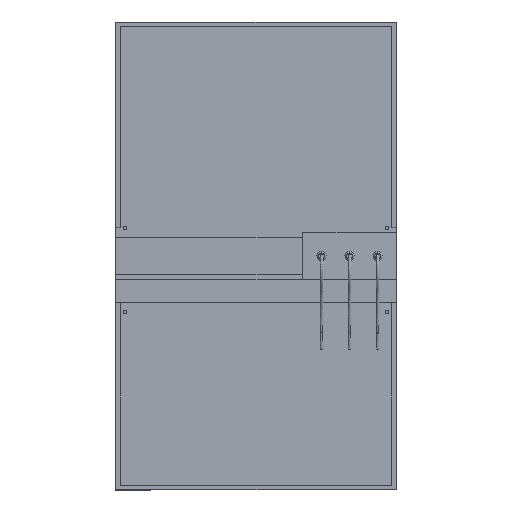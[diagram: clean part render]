
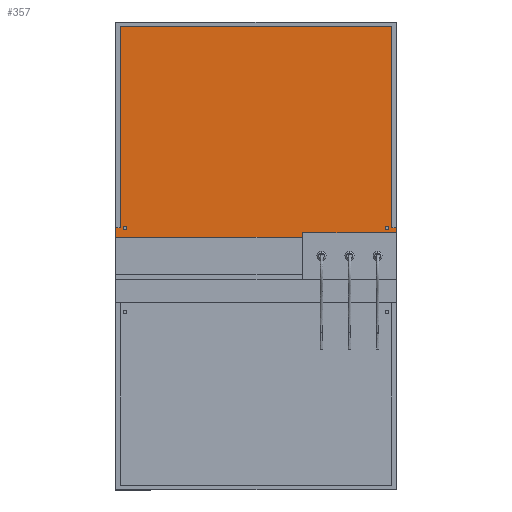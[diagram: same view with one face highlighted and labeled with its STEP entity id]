
A CAD part, top view. The second image highlights one B-rep face of the part: STEP entity #357.
In plain terms, the highlighted planar face has unit normal (0, 0, 1).
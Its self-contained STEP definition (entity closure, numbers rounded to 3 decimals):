
#298 = VERTEX_POINT ( 'NONE', #1720 ) ;
#307 = VERTEX_POINT ( 'NONE', #2020 ) ;
#308 = ORIENTED_EDGE ( 'NONE', *, *, #348, .T. ) ;
#309 = EDGE_LOOP ( 'NONE', ( #349, #350, #478, #342, #343, #344, #345, #346 ) ) ;
#312 = EDGE_CURVE ( 'NONE', #313, #298, #1945, .T. ) ;
#313 = VERTEX_POINT ( 'NONE', #1942 ) ;
#329 = ORIENTED_EDGE ( 'NONE', *, *, #330, .T. ) ;
#330 = EDGE_CURVE ( 'NONE', #356, #355, #1990, .T. ) ;
#331 = EDGE_LOOP ( 'NONE', ( #360, #308 ) ) ;
#341 = VERTEX_POINT ( 'NONE', #1952 ) ;
#342 = ORIENTED_EDGE ( 'NONE', *, *, #507, .T. ) ;
#343 = ORIENTED_EDGE ( 'NONE', *, *, #471, .F. ) ;
#344 = ORIENTED_EDGE ( 'NONE', *, *, #371, .T. ) ;
#345 = ORIENTED_EDGE ( 'NONE', *, *, #481, .T. ) ;
#346 = ORIENTED_EDGE ( 'NONE', *, *, #359, .T. ) ;
#348 = EDGE_CURVE ( 'NONE', #307, #362, #1950, .T. ) ;
#349 = ORIENTED_EDGE ( 'NONE', *, *, #451, .T. ) ;
#350 = ORIENTED_EDGE ( 'NONE', *, *, #312, .T. ) ;
#354 = EDGE_CURVE ( 'NONE', #355, #356, #1987, .T. ) ;
#355 = VERTEX_POINT ( 'NONE', #1982 ) ;
#356 = VERTEX_POINT ( 'NONE', #1981 ) ;
#357 = ADVANCED_FACE ( 'NONE', ( #1980, #1979, #1978 ), #2029, .T. ) ;
#358 = ORIENTED_EDGE ( 'NONE', *, *, #354, .T. ) ;
#359 = EDGE_CURVE ( 'NONE', #365, #452, #2043, .T. ) ;
#360 = ORIENTED_EDGE ( 'NONE', *, *, #361, .T. ) ;
#361 = EDGE_CURVE ( 'NONE', #362, #307, #2125, .T. ) ;
#362 = VERTEX_POINT ( 'NONE', #2126 ) ;
#365 = VERTEX_POINT ( 'NONE', #2227 ) ;
#371 = EDGE_CURVE ( 'NONE', #492, #341, #2175, .T. ) ;
#451 = EDGE_CURVE ( 'NONE', #452, #313, #2428, .T. ) ;
#452 = VERTEX_POINT ( 'NONE', #2260 ) ;
#471 = EDGE_CURVE ( 'NONE', #492, #504, #2457, .T. ) ;
#478 = ORIENTED_EDGE ( 'NONE', *, *, #479, .F. ) ;
#479 = EDGE_CURVE ( 'NONE', #508, #298, #2447, .T. ) ;
#481 = EDGE_CURVE ( 'NONE', #341, #365, #2442, .T. ) ;
#482 = EDGE_LOOP ( 'NONE', ( #358, #329 ) ) ;
#492 = VERTEX_POINT ( 'NONE', #2308 ) ;
#504 = VERTEX_POINT ( 'NONE', #2459 ) ;
#507 = EDGE_CURVE ( 'NONE', #508, #504, #2552, .T. ) ;
#508 = VERTEX_POINT ( 'NONE', #2461 ) ;
#1720 = CARTESIAN_POINT ( 'NONE',  ( 0.037, 0.5, -1.265 ) ) ;
#1942 = CARTESIAN_POINT ( 'NONE',  ( 0.087, 0.5, -1.265 ) ) ;
#1945 = LINE ( 'NONE', #2023, #2022 ) ;
#1950 = CIRCLE ( 'NONE', #2017, 0.02 ) ;
#1952 = CARTESIAN_POINT ( 'NONE',  ( 2.987, 0.5, -1.265 ) ) ;
#1967 = DIRECTION ( 'NONE',  ( -1., 0., 0. ) ) ;
#1968 = DIRECTION ( 'NONE',  ( 0., 0., -1. ) ) ;
#1978 = FACE_OUTER_BOUND ( 'NONE', #309, .T. ) ;
#1979 = FACE_BOUND ( 'NONE', #331, .T. ) ;
#1980 = FACE_BOUND ( 'NONE', #482, .T. ) ;
#1981 = CARTESIAN_POINT ( 'NONE',  ( 0.157, 0.5, -1.265 ) ) ;
#1982 = CARTESIAN_POINT ( 'NONE',  ( 0.117, 0.5, -1.265 ) ) ;
#1983 = DIRECTION ( 'NONE',  ( -1., 0., 0. ) ) ;
#1984 = DIRECTION ( 'NONE',  ( 0., 0., -1. ) ) ;
#1985 = CARTESIAN_POINT ( 'NONE',  ( 0.137, 0.5, -1.265 ) ) ;
#1986 = AXIS2_PLACEMENT_3D ( 'NONE', #1985, #1984, #1983 ) ;
#1987 = CIRCLE ( 'NONE', #1986, 0.02 ) ;
#1988 = CARTESIAN_POINT ( 'NONE',  ( 0.137, 0.5, -1.265 ) ) ;
#1989 = AXIS2_PLACEMENT_3D ( 'NONE', #1988, #1968, #1967 ) ;
#1990 = CIRCLE ( 'NONE', #1989, 0.02 ) ;
#2014 = DIRECTION ( 'NONE',  ( -1., 0., 0. ) ) ;
#2015 = DIRECTION ( 'NONE',  ( 0., 0., -1. ) ) ;
#2016 = CARTESIAN_POINT ( 'NONE',  ( 2.937, 0.5, -1.265 ) ) ;
#2017 = AXIS2_PLACEMENT_3D ( 'NONE', #2016, #2015, #2014 ) ;
#2020 = CARTESIAN_POINT ( 'NONE',  ( 2.957, 0.5, -1.265 ) ) ;
#2021 = DIRECTION ( 'NONE',  ( -1., 0., 0. ) ) ;
#2022 = VECTOR ( 'NONE', #2021, 1000. ) ;
#2023 = CARTESIAN_POINT ( 'NONE',  ( 0.037, 0.5, -1.265 ) ) ;
#2028 = DIRECTION ( 'NONE',  ( -1., 0., 0. ) ) ;
#2029 = PLANE ( 'NONE',  #2179 ) ;
#2037 = DIRECTION ( 'NONE',  ( -1., 0., 0. ) ) ;
#2041 = VECTOR ( 'NONE', #2037, 1000. ) ;
#2042 = CARTESIAN_POINT ( 'NONE',  ( 0.037, 2.65, -1.265 ) ) ;
#2043 = LINE ( 'NONE', #2042, #2041 ) ;
#2069 = DIRECTION ( 'NONE',  ( -1., 0., 0. ) ) ;
#2122 = DIRECTION ( 'NONE',  ( 0., 0., -1. ) ) ;
#2123 = CARTESIAN_POINT ( 'NONE',  ( 2.937, 0.5, -1.265 ) ) ;
#2124 = AXIS2_PLACEMENT_3D ( 'NONE', #2123, #2122, #2028 ) ;
#2125 = CIRCLE ( 'NONE', #2124, 0.02 ) ;
#2126 = CARTESIAN_POINT ( 'NONE',  ( 2.917, 0.5, -1.265 ) ) ;
#2172 = DIRECTION ( 'NONE',  ( -1., 0., 0. ) ) ;
#2173 = VECTOR ( 'NONE', #2172, 1000. ) ;
#2174 = CARTESIAN_POINT ( 'NONE',  ( 0.037, 0.5, -1.265 ) ) ;
#2175 = LINE ( 'NONE', #2174, #2173 ) ;
#2177 = DIRECTION ( 'NONE',  ( 0., 0., 1. ) ) ;
#2178 = CARTESIAN_POINT ( 'NONE',  ( 0.037, -2.3, -1.265 ) ) ;
#2179 = AXIS2_PLACEMENT_3D ( 'NONE', #2178, #2177, #2069 ) ;
#2227 = CARTESIAN_POINT ( 'NONE',  ( 2.987, 2.65, -1.265 ) ) ;
#2260 = CARTESIAN_POINT ( 'NONE',  ( 0.087, 2.65, -1.265 ) ) ;
#2308 = CARTESIAN_POINT ( 'NONE',  ( 3.037, 0.5, -1.265 ) ) ;
#2425 = DIRECTION ( 'NONE',  ( 0., -1., 0. ) ) ;
#2426 = VECTOR ( 'NONE', #2425, 1000. ) ;
#2427 = CARTESIAN_POINT ( 'NONE',  ( 0.087, -2.3, -1.265 ) ) ;
#2428 = LINE ( 'NONE', #2427, #2426 ) ;
#2439 = DIRECTION ( 'NONE',  ( 0., 1., 0. ) ) ;
#2440 = VECTOR ( 'NONE', #2439, 1000. ) ;
#2441 = CARTESIAN_POINT ( 'NONE',  ( 2.987, -2.3, -1.265 ) ) ;
#2442 = LINE ( 'NONE', #2441, #2440 ) ;
#2444 = DIRECTION ( 'NONE',  ( 0., 1., 0. ) ) ;
#2445 = VECTOR ( 'NONE', #2444, 1000. ) ;
#2446 = CARTESIAN_POINT ( 'NONE',  ( 0.037, 2.7, -1.265 ) ) ;
#2447 = LINE ( 'NONE', #2446, #2445 ) ;
#2454 = DIRECTION ( 'NONE',  ( 0., -1., 0. ) ) ;
#2455 = VECTOR ( 'NONE', #2454, 1000. ) ;
#2456 = CARTESIAN_POINT ( 'NONE',  ( 3.037, 2.7, -1.265 ) ) ;
#2457 = LINE ( 'NONE', #2456, #2455 ) ;
#2459 = CARTESIAN_POINT ( 'NONE',  ( 3.037, 0.4, -1.265 ) ) ;
#2461 = CARTESIAN_POINT ( 'NONE',  ( 0.037, 0.4, -1.265 ) ) ;
#2462 = DIRECTION ( 'NONE',  ( 1., 0., 0. ) ) ;
#2463 = VECTOR ( 'NONE', #2462, 1000. ) ;
#2551 = CARTESIAN_POINT ( 'NONE',  ( 0.037, 0.4, -1.265 ) ) ;
#2552 = LINE ( 'NONE', #2551, #2463 ) ;
